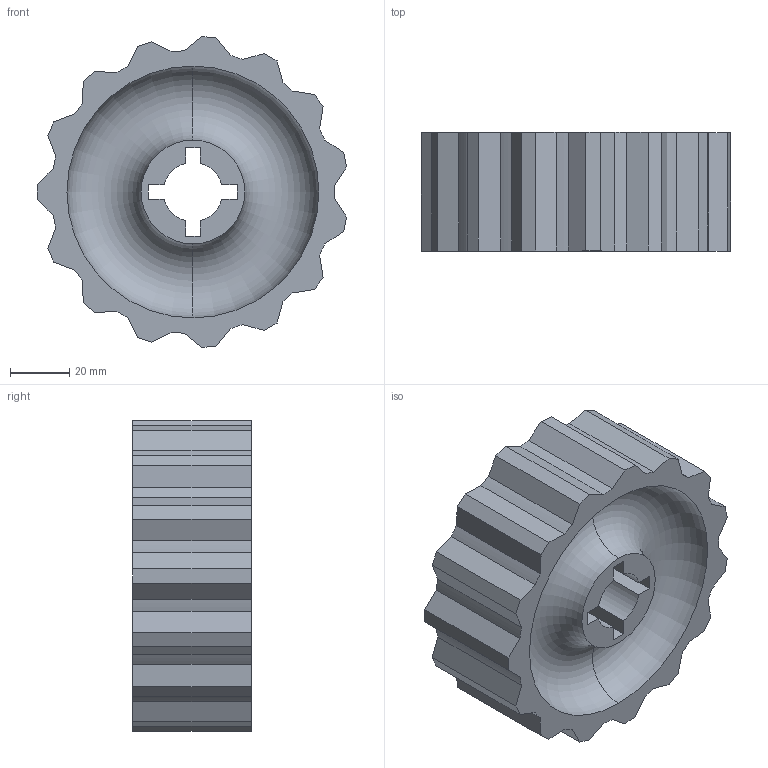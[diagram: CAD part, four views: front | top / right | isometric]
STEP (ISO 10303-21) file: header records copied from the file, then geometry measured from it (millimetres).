
FILE_DESCRIPTION((''),'2;1');
FILE_NAME('CONTACT_GEAR','2020-08-16T19:19:53',('Connor Marshall'),(''),'CREO PARAMETRIC BY PTC INC, 2019471','CREO PARAMETRIC BY PTC INC, 2019471','');
FILE_SCHEMA(('CONFIG_CONTROL_DESIGN'));
Length unit declared in the file: millimetre
Products named in the file (1): CONTACT_GEAR
Bounding box: 104.37 x 40 x 104.95 mm (x, y, z)
Volume: 207000.4 mm3; surface area: 39201.5 mm2
Topology: 1 solids, 1 shells, 84 faces, 240 edges, 160 vertices
Faces by surface type: plane 61, cylinder 19, torus 4
Entity records: 2776 total; most frequent: CARTESIAN_POINT 484, ORIENTED_EDGE 480, DIRECTION 458, EDGE_CURVE 240, VECTOR 190, LINE 190, VERTEX_POINT 160, AXIS2_PLACEMENT_3D 134
